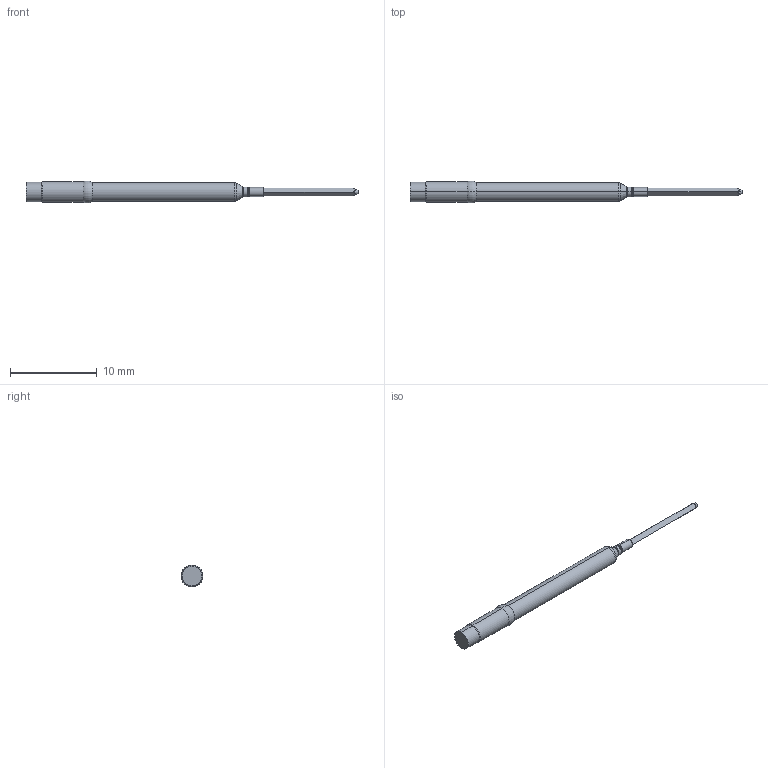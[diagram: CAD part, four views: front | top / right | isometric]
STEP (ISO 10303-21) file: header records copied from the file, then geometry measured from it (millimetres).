
FILE_DESCRIPTION (( 'STEP AP214' ), '1' );
FILE_NAME ('125-SD_250W.STEP', '2012-05-16T10:15:51', ( 'Authorized User' ), ( '' ), 'SwSTEP 2.0', 'SolidWorks 2012', '' );
FILE_SCHEMA (( 'AUTOMOTIVE_DESIGN' ));
Length unit declared in the file: inch
Products named in the file (1): 125-SD_250W
Bounding box: 38.33 x 2.52 x 2.53 mm (x, y, z)
Volume: 103.1 mm3; surface area: 215.1 mm2
Topology: 1 solids, 1 shells, 33 faces, 66 edges, 36 vertices
Faces by surface type: cylinder 10, torus 10, plane 7, cone 6
Entity records: 1021 total; most frequent: CARTESIAN_POINT 188, DIRECTION 168, ORIENTED_EDGE 132, AXIS2_PLACEMENT_3D 72, EDGE_CURVE 66, CIRCLE 38, VERTEX_POINT 36, EDGE_LOOP 34
